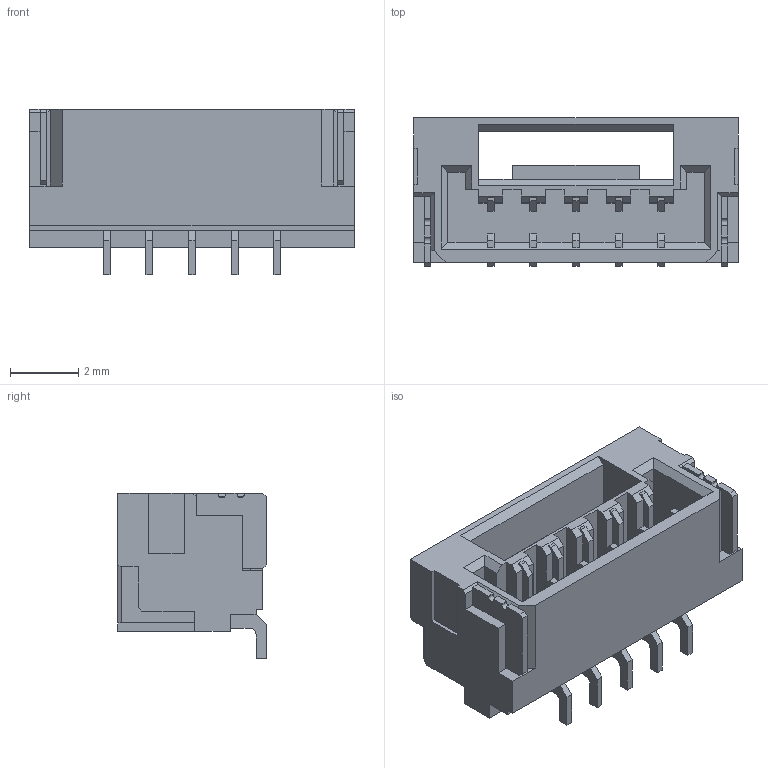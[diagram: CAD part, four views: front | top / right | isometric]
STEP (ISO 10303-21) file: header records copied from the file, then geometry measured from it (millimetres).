
FILE_DESCRIPTION(/* description */ (''),/* implementation_level */ '2;1');
FILE_NAME(/* name */ 'SM05B-GHS-TB(LF)(SN)---3DModel-STEP-56544 v3.step',/* time_stamp */ '2022-07-18T12:28:57+02:00',/* author */ (''),/* organization */ (''),/* preprocessor_version */ 'ST-DEVELOPER v19',/* originating_system */ 'Autodesk Translation Framework v11.7.0.108',/* authorisation */ '');
FILE_SCHEMA (('AUTOMOTIVE_DESIGN { 1 0 10303 214 3 1 1 }'));
Length unit declared in the file: millimetre
Products named in the file (1): SM05B-GHS-TB(LF)(SN)---3DModel-STEP-56544
Bounding box: 9.5 x 4.35 x 4.85 mm (x, y, z)
Volume: 96.4 mm3; surface area: 375 mm2
Topology: 18 solids, 18 shells, 304 faces, 789 edges, 523 vertices
Faces by surface type: plane 295, cylinder 9
Entity records: 9133 total; most frequent: CARTESIAN_POINT 1617, ORIENTED_EDGE 1578, DIRECTION 1417, EDGE_CURVE 789, LINE 771, VECTOR 771, VERTEX_POINT 523, AXIS2_PLACEMENT_3D 323
